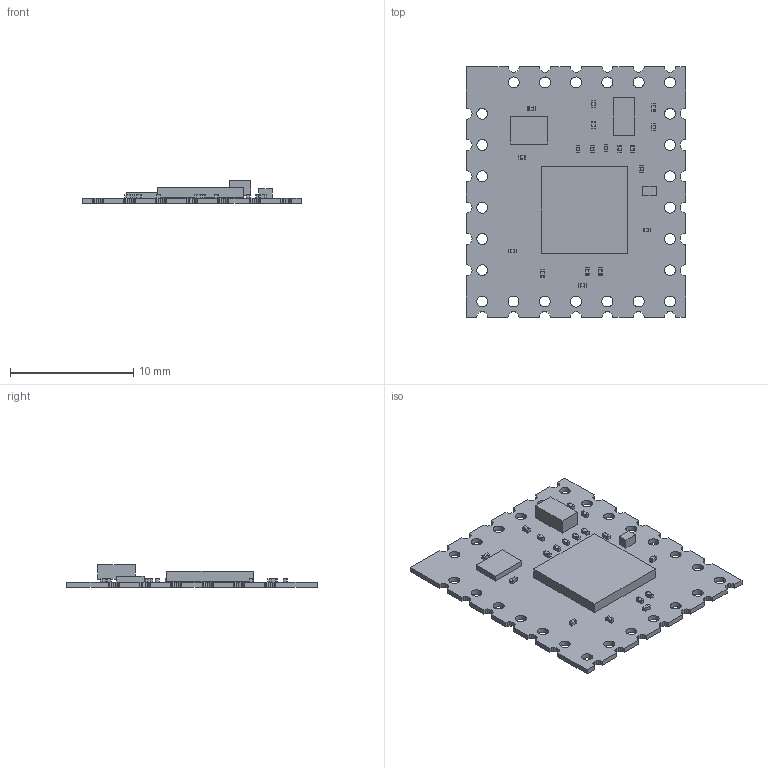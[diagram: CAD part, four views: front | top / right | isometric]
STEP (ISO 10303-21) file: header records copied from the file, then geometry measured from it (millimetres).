
FILE_DESCRIPTION(('Open CASCADE Model'),'2;1');
FILE_NAME('Open CASCADE Shape Model','2024-08-06T13:24:23',('Author'),( 'Open CASCADE'),'Open CASCADE STEP processor 6.5','Open CASCADE 6.5' ,'Unknown');
FILE_SCHEMA(('AUTOMOTIVE_DESIGN { 1 0 10303 214 1 1 1 1 }'));
Length unit declared in the file: millimetre
Products named in the file (33): PCB; Board; U1_C1; User_Library-Chip_Cap_MLCC_0201_(0603); U3; 540656528; Extruded; C9; L1; 540620816; U2; 540656144; CAT6219; 540656400; U1_C2; C10; C2; C3; C7; C8; C11; C12; C13; C14; C15; C16; U2_C2; C6; C1; C1012
Assembly tree (49 placements, depth 4):
  PCB
    Board
    U1_C1
      User_Library-Chip_Cap_MLCC_0201_(0603)
    U3
      540656528
        Extruded
    C9
      User_Library-Chip_Cap_MLCC_0201_(0603)
    L1
      540620816
        Extruded
    U2
      540656144
        Extruded
    CAT6219
      540656400
        Extruded
    U1_C2
      User_Library-Chip_Cap_MLCC_0201_(0603)
    C10
      User_Library-Chip_Cap_MLCC_0201_(0603)
    C2
      User_Library-Chip_Cap_MLCC_0201_(0603)
    C3
      User_Library-Chip_Cap_MLCC_0201_(0603)
    C7
      User_Library-Chip_Cap_MLCC_0201_(0603)
    C8
      User_Library-Chip_Cap_MLCC_0201_(0603)
    C11
      User_Library-Chip_Cap_MLCC_0201_(0603)
    C12
      User_Library-Chip_Cap_MLCC_0201_(0603)
    C13
      User_Library-Chip_Cap_MLCC_0201_(0603)
    C14
      User_Library-Chip_Cap_MLCC_0201_(0603)
    C15
      User_Library-Chip_Cap_MLCC_0201_(0603)
    C16
      User_Library-Chip_Cap_MLCC_0201_(0603)
    U2_C2
      User_Library-Chip_Cap_MLCC_0201_(0603)
    C6
      User_Library-Chip_Cap_MLCC_0201_(0603)
    C1
      User_Library-Chip_Cap_MLCC_0201_(0603)
    C1012
      User_Library-Chip_Cap_MLCC_0201_(0603)
Bounding box: 17.78 x 20.33 x 1.86 mm (x, y, z)
Volume: 192 mm3; surface area: 924.3 mm2
Topology: 23 solids, 23 shells, 1108 faces, 2790 edges, 1620 vertices
Faces by surface type: plane 579, cylinder 385, bspline 144
Full cylindrical faces by diameter (mm): 0.889 x25
Entity records: 26811 total; most frequent: CARTESIAN_POINT 5543, DIRECTION 3774, LINE 2782, VECTOR 2782, ORIENTED_EDGE 2028, PCURVE 2028, DEFINITIONAL_REPRESENTATION 2028, EDGE_CURVE 1014
